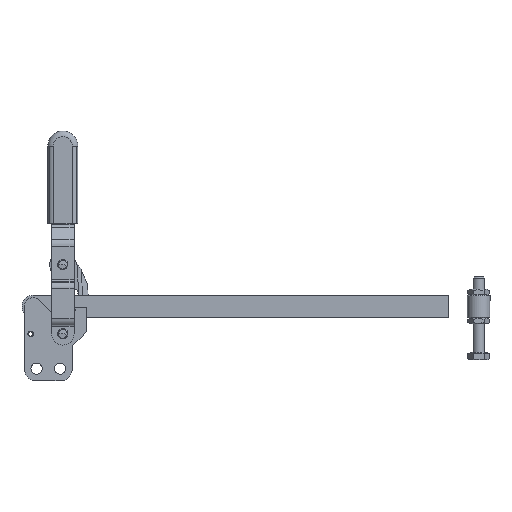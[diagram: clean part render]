
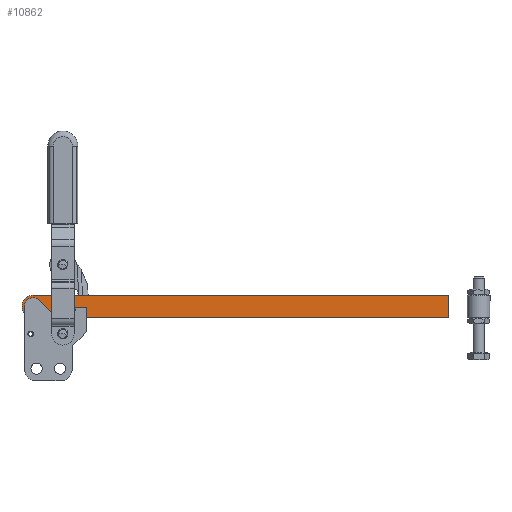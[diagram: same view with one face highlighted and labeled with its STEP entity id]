
A CAD part, top view. The second image highlights one B-rep face of the part: STEP entity #10862.
In plain terms, the highlighted face is planar.
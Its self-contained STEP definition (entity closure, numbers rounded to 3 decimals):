
#10584=CARTESIAN_POINT('',(-23.676,0.576,71.55));
#10585=VERTEX_POINT('',#10584);
#10601=CARTESIAN_POINT('',(-23.676,0.576,66.55));
#10602=VERTEX_POINT('',#10601);
#10609=CARTESIAN_POINT('',(-23.676,0.576,69.05));
#10610=DIRECTION('',(-1.0,0.0,0.0));
#10611=DIRECTION('',(0.0,0.0,1.0));
#10612=AXIS2_PLACEMENT_3D('',#10609,#10610,#10611);
#10613=CIRCLE('',#10612,2.5);
#10614=EDGE_CURVE('',#10585,#10602,#10613,.T.);
#10626=CARTESIAN_POINT('',(-23.676,0.576,87.25));
#10627=VERTEX_POINT('',#10626);
#10643=CARTESIAN_POINT('',(-23.676,0.576,82.25));
#10644=VERTEX_POINT('',#10643);
#10651=CARTESIAN_POINT('',(-23.676,0.576,84.75));
#10652=DIRECTION('',(-1.0,0.0,0.0));
#10653=DIRECTION('',(0.0,0.0,1.0));
#10654=AXIS2_PLACEMENT_3D('',#10651,#10652,#10653);
#10655=CIRCLE('',#10654,2.5);
#10656=EDGE_CURVE('',#10627,#10644,#10655,.T.);
#10676=CARTESIAN_POINT('',(-23.676,6.576,-136.0));
#10677=VERTEX_POINT('',#10676);
#10684=CARTESIAN_POINT('',(-23.676,-5.424,-136.0));
#10685=VERTEX_POINT('',#10684);
#10686=CARTESIAN_POINT('',(-23.676,6.576,-136.0));
#10687=DIRECTION('',(0.0,-1.0,0.0));
#10688=VECTOR('',#10687,12.);
#10689=LINE('',#10686,#10688);
#10690=EDGE_CURVE('',#10677,#10685,#10689,.T.);
#10707=CARTESIAN_POINT('',(-23.676,0.576,84.75));
#10708=DIRECTION('',(-1.0,0.0,0.0));
#10709=DIRECTION('',(0.0,0.0,1.0));
#10710=AXIS2_PLACEMENT_3D('',#10707,#10708,#10709);
#10711=CIRCLE('',#10710,2.5);
#10712=EDGE_CURVE('',#10644,#10627,#10711,.T.);
#10741=CARTESIAN_POINT('',(-23.676,-5.424,84.75));
#10742=VERTEX_POINT('',#10741);
#10749=CARTESIAN_POINT('',(-23.676,6.576,84.75));
#10750=VERTEX_POINT('',#10749);
#10751=CARTESIAN_POINT('',(-23.676,0.576,84.75));
#10752=DIRECTION('',(1.0,0.0,0.0));
#10753=DIRECTION('',(0.0,1.0,0.0));
#10754=AXIS2_PLACEMENT_3D('',#10751,#10752,#10753);
#10755=CIRCLE('',#10754,6.);
#10756=EDGE_CURVE('',#10750,#10742,#10755,.T.);
#10773=CARTESIAN_POINT('',(-23.676,0.576,69.05));
#10774=DIRECTION('',(-1.0,0.0,0.0));
#10775=DIRECTION('',(0.0,0.0,1.0));
#10776=AXIS2_PLACEMENT_3D('',#10773,#10774,#10775);
#10777=CIRCLE('',#10776,2.5);
#10778=EDGE_CURVE('',#10602,#10585,#10777,.T.);
#10804=CARTESIAN_POINT('',(-23.676,-5.424,-136.0));
#10805=DIRECTION('',(0.0,0.0,1.0));
#10806=VECTOR('',#10805,220.75);
#10807=LINE('',#10804,#10806);
#10808=EDGE_CURVE('',#10685,#10742,#10807,.T.);
#10838=CARTESIAN_POINT('',(-23.676,6.576,0.0));
#10839=DIRECTION('',(1.0,0.0,0.0));
#10840=DIRECTION('',(0.0,0.0,-1.0));
#10841=AXIS2_PLACEMENT_3D('',#10838,#10839,#10840);
#10842=PLANE('',#10841);
#10843=ORIENTED_EDGE('',*,*,#10756,.T.);
#10844=ORIENTED_EDGE('',*,*,#10808,.F.);
#10845=ORIENTED_EDGE('',*,*,#10690,.F.);
#10846=CARTESIAN_POINT('',(-23.676,6.576,84.75));
#10847=DIRECTION('',(0.0,0.0,-1.0));
#10848=VECTOR('',#10847,220.75);
#10849=LINE('',#10846,#10848);
#10850=EDGE_CURVE('',#10750,#10677,#10849,.T.);
#10851=ORIENTED_EDGE('',*,*,#10850,.F.);
#10852=EDGE_LOOP('',(#10843,#10844,#10845,#10851));
#10853=FACE_OUTER_BOUND('',#10852,.T.);
#10854=ORIENTED_EDGE('',*,*,#10712,.T.);
#10855=ORIENTED_EDGE('',*,*,#10656,.T.);
#10856=EDGE_LOOP('',(#10854,#10855));
#10857=FACE_BOUND('',#10856,.T.);
#10858=ORIENTED_EDGE('',*,*,#10778,.T.);
#10859=ORIENTED_EDGE('',*,*,#10614,.T.);
#10860=EDGE_LOOP('',(#10858,#10859));
#10861=FACE_BOUND('',#10860,.T.);
#10862=ADVANCED_FACE('',(#10853,#10857,#10861),#10842,.T.);
